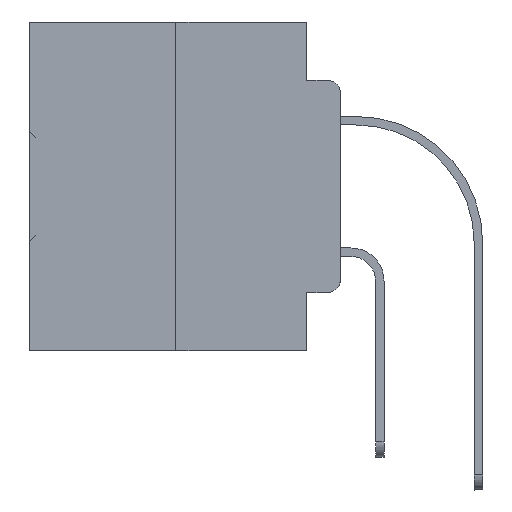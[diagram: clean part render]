
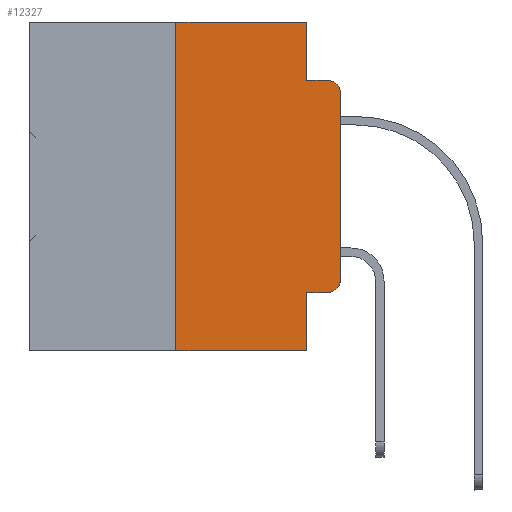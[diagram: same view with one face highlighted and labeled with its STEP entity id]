
A CAD part, left-side view. The second image highlights one B-rep face of the part: STEP entity #12327.
In plain terms, the highlighted planar face has unit normal (-1, 0, 0).
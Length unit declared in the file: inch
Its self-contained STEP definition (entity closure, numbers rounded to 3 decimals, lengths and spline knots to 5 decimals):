
#198 = CARTESIAN_POINT ( 'NONE',  ( 0., 0.473, 0. ) ) ;
#949 = CIRCLE ( 'NONE', #36081, 0.02 ) ;
#1107 = CARTESIAN_POINT ( 'NONE',  ( 0., 0.051, 0. ) ) ;
#1309 = CARTESIAN_POINT ( 'NONE',  ( 0., 0.02, -0.1085 ) ) ;
#2026 = VECTOR ( 'NONE', #4147, 39.37008 ) ;
#2140 = DIRECTION ( 'NONE',  ( 0., -1., 0. ) ) ;
#2522 = EDGE_CURVE ( 'NONE', #21792, #8780, #27958, .T. ) ;
#2751 = PLANE ( 'NONE',  #18571 ) ;
#3486 = VECTOR ( 'NONE', #28162, 39.37008 ) ;
#3935 = DIRECTION ( 'NONE',  ( 0., 0., 1. ) ) ;
#4147 = DIRECTION ( 'NONE',  ( 0., 0., 1. ) ) ;
#4328 = VECTOR ( 'NONE', #20876, 39.37008 ) ;
#4431 = DIRECTION ( 'NONE',  ( 0., 0., -1. ) ) ;
#4491 = VERTEX_POINT ( 'NONE', #4870 ) ;
#4870 = CARTESIAN_POINT ( 'NONE',  ( 0., 0.02, -0.0885 ) ) ;
#5299 = DIRECTION ( 'NONE',  ( 0., 0., -1. ) ) ;
#6110 = LINE ( 'NONE', #30294, #4328 ) ;
#6409 = LINE ( 'NONE', #32590, #30174 ) ;
#6460 = VERTEX_POINT ( 'NONE', #27383 ) ;
#6850 = EDGE_CURVE ( 'NONE', #20983, #16955, #32257, .T. ) ;
#7640 = LINE ( 'NONE', #34789, #37480 ) ;
#7824 = LINE ( 'NONE', #8018, #11788 ) ;
#8018 = CARTESIAN_POINT ( 'NONE',  ( 0., 0.051, -0.4115 ) ) ;
#8446 = FACE_OUTER_BOUND ( 'NONE', #25369, .T. ) ;
#8780 = VERTEX_POINT ( 'NONE', #13726 ) ;
#9301 = VERTEX_POINT ( 'NONE', #25419 ) ;
#9694 = EDGE_CURVE ( 'NONE', #20983, #17429, #7824, .T. ) ;
#10464 = CARTESIAN_POINT ( 'NONE',  ( 0., 0.051, -0.0885 ) ) ;
#10638 = DIRECTION ( 'NONE',  ( 0., 0., -1. ) ) ;
#10675 = ORIENTED_EDGE ( 'NONE', *, *, #19509, .F. ) ;
#11487 = ORIENTED_EDGE ( 'NONE', *, *, #30308, .T. ) ;
#11788 = VECTOR ( 'NONE', #2140, 39.37008 ) ;
#12299 = AXIS2_PLACEMENT_3D ( 'NONE', #23215, #17110, #10638 ) ;
#12327 = ADVANCED_FACE ( 'NONE', ( #8446 ), #2751, .F. ) ;
#12892 = CARTESIAN_POINT ( 'NONE',  ( 0., 0.02, -0.4115 ) ) ;
#13708 = DIRECTION ( 'NONE',  ( -1., 0., 0. ) ) ;
#13726 = CARTESIAN_POINT ( 'NONE',  ( 0., 0., -0.1085 ) ) ;
#14580 = DIRECTION ( 'NONE',  ( 0., 0., -1. ) ) ;
#15485 = EDGE_CURVE ( 'NONE', #8780, #4491, #949, .T. ) ;
#16955 = VERTEX_POINT ( 'NONE', #19785 ) ;
#17110 = DIRECTION ( 'NONE',  ( -1., 0., 0. ) ) ;
#17429 = VERTEX_POINT ( 'NONE', #12892 ) ;
#17852 = EDGE_CURVE ( 'NONE', #25572, #4491, #37588, .T. ) ;
#18571 = AXIS2_PLACEMENT_3D ( 'NONE', #198, #32248, #14580 ) ;
#19509 = EDGE_CURVE ( 'NONE', #24412, #25572, #6110, .T. ) ;
#19785 = CARTESIAN_POINT ( 'NONE',  ( 0., 0.051, -0.5 ) ) ;
#20201 = DIRECTION ( 'NONE',  ( 0., -1., 0. ) ) ;
#20299 = ORIENTED_EDGE ( 'NONE', *, *, #35513, .T. ) ;
#20662 = CARTESIAN_POINT ( 'NONE',  ( 0., 0.051, -0.0885 ) ) ;
#20876 = DIRECTION ( 'NONE',  ( 0., 0., -1. ) ) ;
#20983 = VERTEX_POINT ( 'NONE', #27318 ) ;
#21095 = CIRCLE ( 'NONE', #12299, 0.02 ) ;
#21792 = VERTEX_POINT ( 'NONE', #32334 ) ;
#22992 = EDGE_CURVE ( 'NONE', #6460, #24412, #6409, .T. ) ;
#23215 = CARTESIAN_POINT ( 'NONE',  ( 0., 0.02, -0.3915 ) ) ;
#23493 = ORIENTED_EDGE ( 'NONE', *, *, #9694, .T. ) ;
#24412 = VERTEX_POINT ( 'NONE', #1107 ) ;
#24943 = ORIENTED_EDGE ( 'NONE', *, *, #22992, .F. ) ;
#25369 = EDGE_LOOP ( 'NONE', ( #35422, #37826, #36524, #10675, #24943, #37497, #20299, #32411, #23493, #11487 ) ) ;
#25419 = CARTESIAN_POINT ( 'NONE',  ( 0., 0.25, -0.5 ) ) ;
#25572 = VERTEX_POINT ( 'NONE', #20662 ) ;
#26688 = DIRECTION ( 'NONE',  ( 0., -1., 0. ) ) ;
#27318 = CARTESIAN_POINT ( 'NONE',  ( 0., 0.051, -0.4115 ) ) ;
#27383 = CARTESIAN_POINT ( 'NONE',  ( 0., 0.25, 0. ) ) ;
#27958 = LINE ( 'NONE', #31086, #2026 ) ;
#28162 = DIRECTION ( 'NONE',  ( 0., -1., 0. ) ) ;
#28664 = CARTESIAN_POINT ( 'NONE',  ( 0., 0.473, -0.5 ) ) ;
#29241 = LINE ( 'NONE', #28664, #36384 ) ;
#29501 = CARTESIAN_POINT ( 'NONE',  ( 0., 0.051, 0. ) ) ;
#30174 = VECTOR ( 'NONE', #26688, 39.37008 ) ;
#30294 = CARTESIAN_POINT ( 'NONE',  ( 0., 0.051, 0. ) ) ;
#30308 = EDGE_CURVE ( 'NONE', #17429, #21792, #21095, .T. ) ;
#31086 = CARTESIAN_POINT ( 'NONE',  ( 0., 0., 0. ) ) ;
#31108 = VECTOR ( 'NONE', #5299, 39.37008 ) ;
#31891 = EDGE_CURVE ( 'NONE', #9301, #6460, #7640, .T. ) ;
#32248 = DIRECTION ( 'NONE',  ( 1., 0., 0. ) ) ;
#32257 = LINE ( 'NONE', #29501, #31108 ) ;
#32334 = CARTESIAN_POINT ( 'NONE',  ( 0., 0., -0.3915 ) ) ;
#32411 = ORIENTED_EDGE ( 'NONE', *, *, #6850, .F. ) ;
#32590 = CARTESIAN_POINT ( 'NONE',  ( 0., 0.473, 0. ) ) ;
#34789 = CARTESIAN_POINT ( 'NONE',  ( 0., 0.25, 0. ) ) ;
#35422 = ORIENTED_EDGE ( 'NONE', *, *, #2522, .T. ) ;
#35513 = EDGE_CURVE ( 'NONE', #9301, #16955, #29241, .T. ) ;
#36081 = AXIS2_PLACEMENT_3D ( 'NONE', #1309, #13708, #4431 ) ;
#36384 = VECTOR ( 'NONE', #20201, 39.37008 ) ;
#36524 = ORIENTED_EDGE ( 'NONE', *, *, #17852, .F. ) ;
#37480 = VECTOR ( 'NONE', #3935, 39.37008 ) ;
#37497 = ORIENTED_EDGE ( 'NONE', *, *, #31891, .F. ) ;
#37588 = LINE ( 'NONE', #10464, #3486 ) ;
#37826 = ORIENTED_EDGE ( 'NONE', *, *, #15485, .T. ) ;
